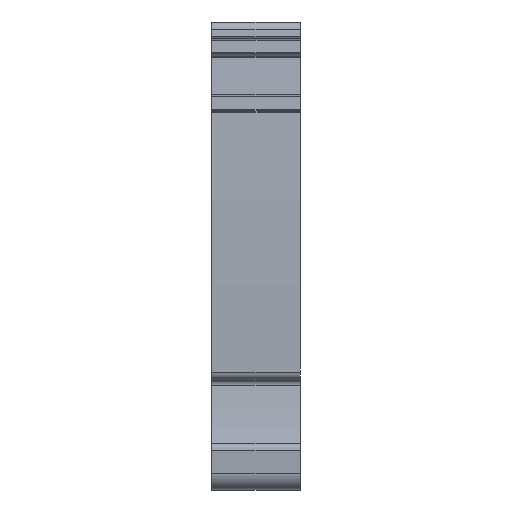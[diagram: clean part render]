
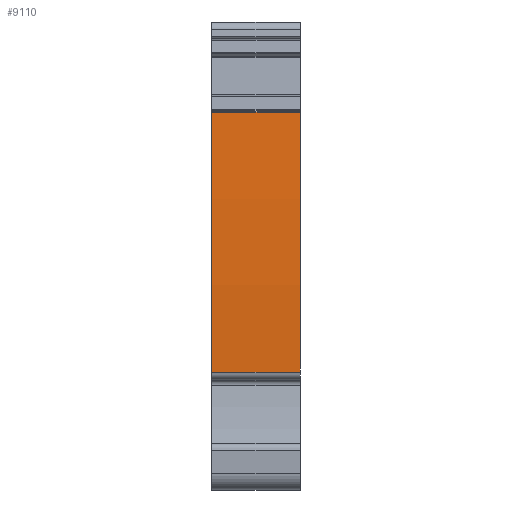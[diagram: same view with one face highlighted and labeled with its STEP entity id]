
A CAD part, front view. The second image highlights one B-rep face of the part: STEP entity #9110.
In plain terms, the highlighted cylindrical face has radius 240 mm (diameter 480 mm), a partial arc.
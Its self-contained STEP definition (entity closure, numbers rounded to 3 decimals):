
#1852=AXIS2_PLACEMENT_3D('Circle Axis2P3D',#1850,#1851,$) ;
#2589=AXIS2_PLACEMENT_3D('Circle Axis2P3D',#2587,#2588,$) ;
#5070=AXIS2_PLACEMENT_3D('Cylinder Axis2P3D',#5067,#5068,#5069) ;
#1847=CARTESIAN_POINT('Vertex',(0.,1.527,13.395)) ;
#1850=CARTESIAN_POINT('Axis2P3D Location',(0.,241.169,26.5)) ;
#1854=CARTESIAN_POINT('Vertex',(0.,1.73,42.906)) ;
#2584=CARTESIAN_POINT('Vertex',(10.,1.73,42.906)) ;
#2587=CARTESIAN_POINT('Axis2P3D Location',(10.,241.169,26.5)) ;
#2591=CARTESIAN_POINT('Vertex',(10.,1.527,13.395)) ;
#5067=CARTESIAN_POINT('Axis2P3D Location',(5.,241.169,26.5)) ;
#9086=CARTESIAN_POINT('Line Origine',(5.,1.527,13.395)) ;
#9099=CARTESIAN_POINT('Line Origine',(5.,1.73,42.906)) ;
#1851=DIRECTION('Axis2P3D Direction',(1.,0.,0.)) ;
#2588=DIRECTION('Axis2P3D Direction',(1.,0.,0.)) ;
#5068=DIRECTION('Axis2P3D Direction',(1.,0.,0.)) ;
#5069=DIRECTION('Axis2P3D XDirection',(0.,-0.994,0.107)) ;
#9087=DIRECTION('Vector Direction',(1.,0.,0.)) ;
#9100=DIRECTION('Vector Direction',(1.,0.,0.)) ;
#9088=VECTOR('Line Direction',#9087,1.) ;
#9101=VECTOR('Line Direction',#9100,1.) ;
#9105=ORIENTED_EDGE('',*,*,#1856,.T.) ;
#9106=ORIENTED_EDGE('',*,*,#9090,.T.) ;
#9107=ORIENTED_EDGE('',*,*,#2593,.F.) ;
#9108=ORIENTED_EDGE('',*,*,#9103,.T.) ;
#9110=ADVANCED_FACE('MLD',(#9109),#5071,.T.) ;
#1853=CIRCLE('generated circle',#1852,240.) ;
#2590=CIRCLE('generated circle',#2589,240.) ;
#5071=CYLINDRICAL_SURFACE('generated cylinder',#5070,240.) ;
#1856=EDGE_CURVE('',#1855,#1848,#1853,.T.) ;
#2593=EDGE_CURVE('',#2585,#2592,#2590,.T.) ;
#9090=EDGE_CURVE('',#1848,#2592,#9089,.T.) ;
#9103=EDGE_CURVE('',#2585,#1855,#9102,.F.) ;
#9104=EDGE_LOOP('',(#9105,#9106,#9107,#9108)) ;
#9109=FACE_OUTER_BOUND('',#9104,.T.) ;
#9089=LINE('Line',#9086,#9088) ;
#9102=LINE('Line',#9099,#9101) ;
#1848=VERTEX_POINT('',#1847) ;
#1855=VERTEX_POINT('',#1854) ;
#2585=VERTEX_POINT('',#2584) ;
#2592=VERTEX_POINT('',#2591) ;
